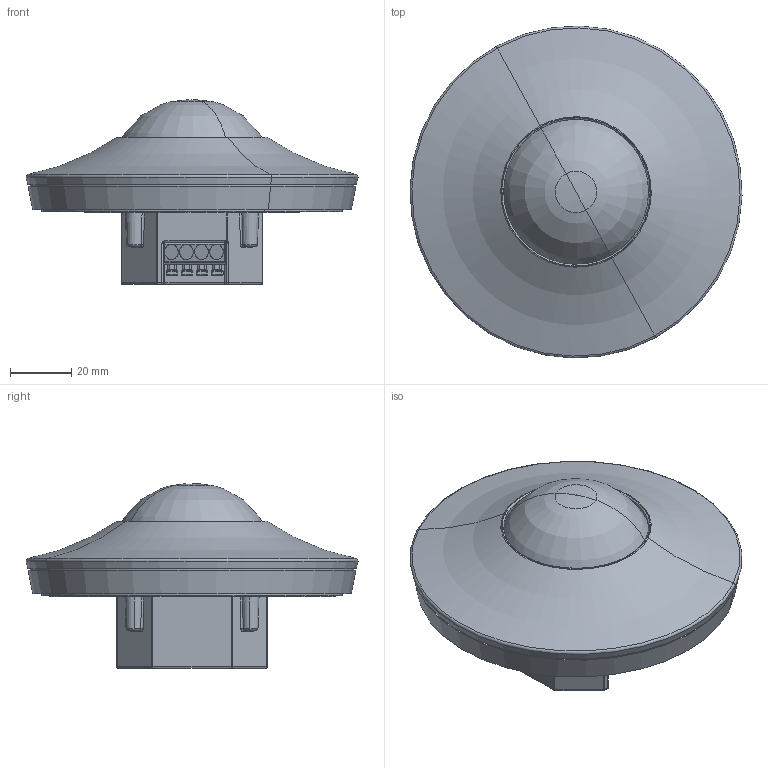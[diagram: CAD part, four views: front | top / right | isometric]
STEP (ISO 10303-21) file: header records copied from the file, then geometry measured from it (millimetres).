
FILE_DESCRIPTION(('',''),'2;1');
FILE_NAME('','',('none'),('none'),'','','none');
FILE_SCHEMA(('AUTOMOTIVE_DESIGN { 1 0 10303 214 1 1 1 1 }'));
Length unit declared in the file: millimetre
Products named in the file (1): EP10055393
Bounding box: 108.02 x 108.02 x 60.18 mm (x, y, z)
Volume: 200364.6 mm3; surface area: 70714 mm2
Topology: 13 solids, 13 shells, 793 faces, 1925 edges, 1149 vertices
Faces by surface type: cylinder 320, plane 224, torus 152, bspline 41, cone 30, sphere 18, extrusion 8
Entity records: 23709 total; most frequent: CARTESIAN_POINT 6459, ORIENTED_EDGE 3814, DIRECTION 2951, EDGE_CURVE 1907, AXIS2_PLACEMENT_3D 1502, VERTEX_POINT 1149, CIRCLE 892, VECTOR 841
